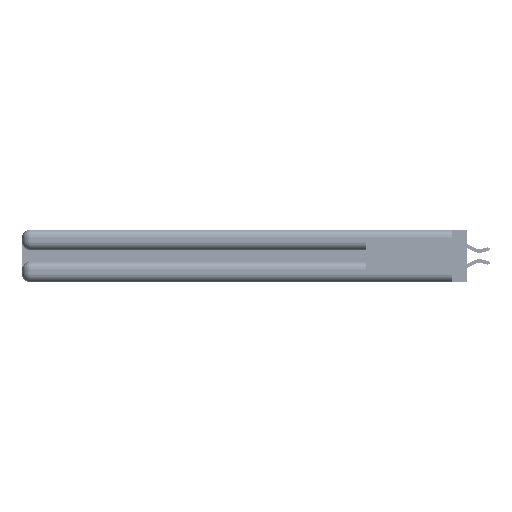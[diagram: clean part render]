
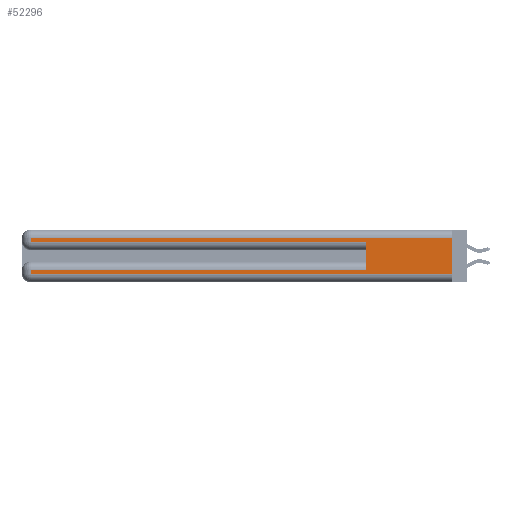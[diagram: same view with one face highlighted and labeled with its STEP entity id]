
A CAD part, left-side view. The second image highlights one B-rep face of the part: STEP entity #52296.
In plain terms, the highlighted planar face has unit normal (-1, 0, 0).
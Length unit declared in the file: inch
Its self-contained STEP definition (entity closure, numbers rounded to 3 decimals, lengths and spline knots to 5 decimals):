
#1821 = CARTESIAN_POINT ( 'NONE',  ( 0., 0.6, 0.085 ) ) ;
#3200 = CARTESIAN_POINT ( 'NONE',  ( 0., 0., 0.37 ) ) ;
#4126 = VECTOR ( 'NONE', #57451, 39.37008 ) ;
#5284 = CARTESIAN_POINT ( 'NONE',  ( 0., 2.94, 0.37 ) ) ;
#5617 = CARTESIAN_POINT ( 'NONE',  ( 0., 0., 0.285 ) ) ;
#6614 = CARTESIAN_POINT ( 'NONE',  ( 0., 0.6, 0.285 ) ) ;
#7179 = VECTOR ( 'NONE', #51186, 39.37008 ) ;
#7605 = VECTOR ( 'NONE', #33475, 39.37008 ) ;
#8369 = ORIENTED_EDGE ( 'NONE', *, *, #13427, .T. ) ;
#9096 = ORIENTED_EDGE ( 'NONE', *, *, #45616, .F. ) ;
#10064 = LINE ( 'NONE', #38706, #20525 ) ;
#10789 = FACE_OUTER_BOUND ( 'NONE', #54300, .T. ) ;
#10945 = EDGE_CURVE ( 'NONE', #44280, #12994, #39923, .T. ) ;
#11129 = VERTEX_POINT ( 'NONE', #31437 ) ;
#12192 = DIRECTION ( 'NONE',  ( 0., 0., -1. ) ) ;
#12923 = EDGE_CURVE ( 'NONE', #15251, #11129, #10064, .T. ) ;
#12994 = VERTEX_POINT ( 'NONE', #25536 ) ;
#13427 = EDGE_CURVE ( 'NONE', #11129, #44280, #31070, .T. ) ;
#15251 = VERTEX_POINT ( 'NONE', #1821 ) ;
#16297 = DIRECTION ( 'NONE',  ( 0., 1., 0. ) ) ;
#19072 = CARTESIAN_POINT ( 'NONE',  ( 0., 2.94, 0.285 ) ) ;
#19263 = CARTESIAN_POINT ( 'NONE',  ( 0., 2.94, 0.31 ) ) ;
#20171 = ORIENTED_EDGE ( 'NONE', *, *, #12923, .T. ) ;
#20525 = VECTOR ( 'NONE', #16297, 39.37008 ) ;
#21293 = ORIENTED_EDGE ( 'NONE', *, *, #22483, .F. ) ;
#22272 = DIRECTION ( 'NONE',  ( 0., 1., 0. ) ) ;
#22483 = EDGE_CURVE ( 'NONE', #15251, #32150, #32894, .T. ) ;
#25536 = CARTESIAN_POINT ( 'NONE',  ( 0., 0., 0.06 ) ) ;
#25582 = EDGE_CURVE ( 'NONE', #56255, #50380, #56126, .T. ) ;
#26518 = ORIENTED_EDGE ( 'NONE', *, *, #25582, .T. ) ;
#27344 = ORIENTED_EDGE ( 'NONE', *, *, #45256, .T. ) ;
#27845 = DIRECTION ( 'NONE',  ( 0., 0., -1. ) ) ;
#29269 = LINE ( 'NONE', #5617, #39790 ) ;
#30076 = PLANE ( 'NONE',  #32816 ) ;
#30662 = CARTESIAN_POINT ( 'NONE',  ( 0., 0., 0.06 ) ) ;
#31070 = LINE ( 'NONE', #46674, #7179 ) ;
#31437 = CARTESIAN_POINT ( 'NONE',  ( 0., 2.94, 0.085 ) ) ;
#32150 = VERTEX_POINT ( 'NONE', #6614 ) ;
#32367 = VECTOR ( 'NONE', #27845, 39.37008 ) ;
#32816 = AXIS2_PLACEMENT_3D ( 'NONE', #3200, #39105, #12192 ) ;
#32894 = LINE ( 'NONE', #47017, #7605 ) ;
#33475 = DIRECTION ( 'NONE',  ( 0., 0., 1. ) ) ;
#33855 = VERTEX_POINT ( 'NONE', #34722 ) ;
#34722 = CARTESIAN_POINT ( 'NONE',  ( 0., 0., 0.31 ) ) ;
#34994 = DIRECTION ( 'NONE',  ( 0., 0., -1. ) ) ;
#37935 = EDGE_CURVE ( 'NONE', #33855, #56255, #50338, .T. ) ;
#38706 = CARTESIAN_POINT ( 'NONE',  ( 0., 0., 0.085 ) ) ;
#39105 = DIRECTION ( 'NONE',  ( 1., 0., 0. ) ) ;
#39790 = VECTOR ( 'NONE', #50539, 39.37008 ) ;
#39923 = LINE ( 'NONE', #30662, #4126 ) ;
#43822 = CARTESIAN_POINT ( 'NONE',  ( 0., 0., 0.37 ) ) ;
#44280 = VERTEX_POINT ( 'NONE', #52940 ) ;
#45256 = EDGE_CURVE ( 'NONE', #50380, #32150, #29269, .T. ) ;
#45369 = VECTOR ( 'NONE', #34994, 39.37008 ) ;
#45616 = EDGE_CURVE ( 'NONE', #33855, #12994, #46782, .T. ) ;
#46098 = VECTOR ( 'NONE', #22272, 39.37008 ) ;
#46674 = CARTESIAN_POINT ( 'NONE',  ( 0., 2.94, 0.37 ) ) ;
#46782 = LINE ( 'NONE', #43822, #45369 ) ;
#47017 = CARTESIAN_POINT ( 'NONE',  ( 0., 0.6, 0.145 ) ) ;
#50338 = LINE ( 'NONE', #53478, #46098 ) ;
#50380 = VERTEX_POINT ( 'NONE', #19072 ) ;
#50539 = DIRECTION ( 'NONE',  ( 0., -1., 0. ) ) ;
#51186 = DIRECTION ( 'NONE',  ( 0., 0., -1. ) ) ;
#52296 = ADVANCED_FACE ( 'NONE', ( #10789 ), #30076, .F. ) ;
#52940 = CARTESIAN_POINT ( 'NONE',  ( 0., 2.94, 0.06 ) ) ;
#53478 = CARTESIAN_POINT ( 'NONE',  ( 0., 0., 0.31 ) ) ;
#54300 = EDGE_LOOP ( 'NONE', ( #9096, #56522, #26518, #27344, #21293, #20171, #8369, #55558 ) ) ;
#55558 = ORIENTED_EDGE ( 'NONE', *, *, #10945, .T. ) ;
#56126 = LINE ( 'NONE', #5284, #32367 ) ;
#56255 = VERTEX_POINT ( 'NONE', #19263 ) ;
#56522 = ORIENTED_EDGE ( 'NONE', *, *, #37935, .T. ) ;
#57451 = DIRECTION ( 'NONE',  ( 0., -1., 0. ) ) ;
